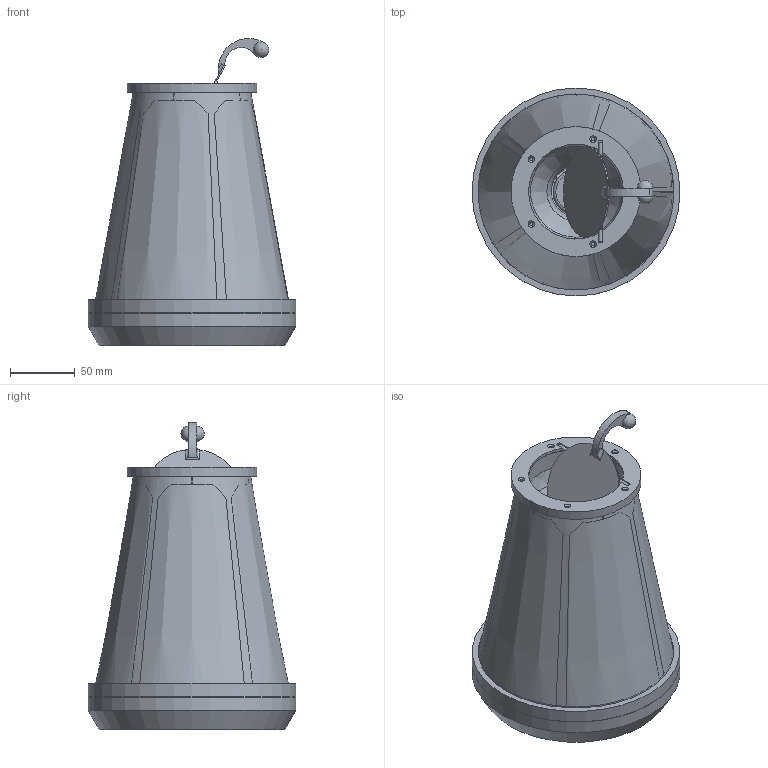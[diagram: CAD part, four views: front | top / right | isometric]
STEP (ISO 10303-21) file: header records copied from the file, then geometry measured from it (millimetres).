
FILE_DESCRIPTION(/* description */ (''),/* implementation_level */ '2;1');
FILE_NAME(/* name */ 'mosquito trap v66.step',/* time_stamp */ '2021-09-23T15:21:52+03:00',/* author */ (''),/* organization */ (''),/* preprocessor_version */ 'ST-DEVELOPER v18.1',/* originating_system */ 'Autodesk Translation Framework v10.10.0.1391',/* authorisation */ '');
FILE_SCHEMA (('AUTOMOTIVE_DESIGN { 1 0 10303 214 3 1 1 }'));
Length unit declared in the file: millimetre
Products named in the file (7): mosquito trap; bottom; support body; net; lid; 1939K55; funnel2
Assembly tree (6 placements, depth 2):
  mosquito trap
    bottom
    support body
    net
    lid
    1939K55
    funnel2
Bounding box: 160 x 160 x 236.32 mm (x, y, z)
Volume: 367723.8 mm3; surface area: 379593.7 mm2
Topology: 13 solids, 13 shells, 459 faces, 1375 edges, 906 vertices
Faces by surface type: plane 220, cylinder 147, cone 61, bspline 25, torus 4, sphere 2
Full cylindrical faces by diameter (mm): 2 x19, 2.5 x16, 3 x1, 3.5 x1, 3.81 x8, 4.318 x8, 6 x1, 12 x1, 26 x1, 30 x1, 35 x1, 70 x1, 73.454 x1, 74.8 x1, 76.8 x1, 78 x1, 79 x1, 80 x1, 100 x1, 136 x1, 150.119 x1, 151.17 x2, 154.502 x1, 155.456 x2, 160 x2
Entity records: 22637 total; most frequent: CARTESIAN_POINT 10157, ORIENTED_EDGE 2744, DIRECTION 2391, EDGE_CURVE 1372, VERTEX_POINT 906, AXIS2_PLACEMENT_3D 883, LINE 625, VECTOR 625
